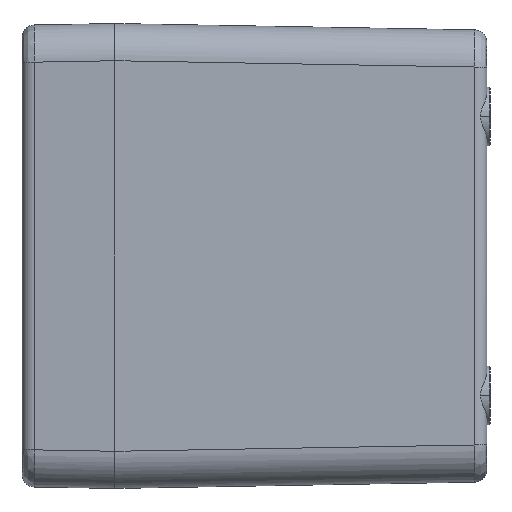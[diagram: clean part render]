
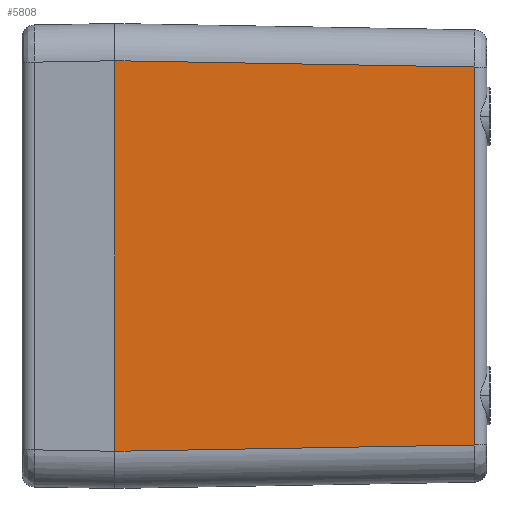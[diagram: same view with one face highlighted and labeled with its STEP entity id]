
A CAD part, left-side view. The second image highlights one B-rep face of the part: STEP entity #5808.
In plain terms, the highlighted planar face has unit normal (-1, -0.018, 0).
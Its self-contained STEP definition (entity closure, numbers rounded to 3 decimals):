
#324=CARTESIAN_POINT('',(-55.,0.,31.501));
#337=DIRECTION('',(0.,0.,-1.));
#338=VECTOR('',#337,63.002);
#339=CARTESIAN_POINT('',(-55.,0.,31.501));
#340=LINE('',#339,#338);
#352=CARTESIAN_POINT('',(-55.,0.,-31.501));
#2745=DIRECTION('',(0.,0.,1.));
#2746=VECTOR('',#2745,60.976);
#2747=CARTESIAN_POINT('',(-53.987,-58.035,
-30.488));
#2748=LINE('',#2747,#2746);
#2812=DIRECTION('',(0.017,-1.,0.017));
#2813=VECTOR('',#2812,58.053);
#2814=CARTESIAN_POINT('',(-55.,0.,-31.501));
#2815=LINE('',#2814,#2813);
#2819=DIRECTION('',(0.017,-1.,-0.017));
#2820=VECTOR('',#2819,58.053);
#2821=CARTESIAN_POINT('',(-55.,0.,31.501));
#2822=LINE('',#2821,#2820);
#2826=CARTESIAN_POINT('',(-53.987,-58.035,
-30.488));
#2940=CARTESIAN_POINT('',(-53.987,-58.035,
30.488));
#3342=VERTEX_POINT('',#324);
#3349=VERTEX_POINT('',#352);
#3390=VERTEX_POINT('',#2826);
#3409=VERTEX_POINT('',#2940);
#5795=CARTESIAN_POINT('',(-55.,0.,-40.26));
#5796=DIRECTION('',(-1.,-0.017,0.));
#5797=DIRECTION('',(0.,0.,1.));
#5798=AXIS2_PLACEMENT_3D('',#5795,#5796,#5797);
#5799=PLANE('',#5798);
#5800=ORIENTED_EDGE('',*,*,#5778,.F.);
#5802=ORIENTED_EDGE('',*,*,#5801,.F.);
#5803=ORIENTED_EDGE('',*,*,#3483,.F.);
#5805=ORIENTED_EDGE('',*,*,#5804,.T.);
#5806=EDGE_LOOP('',(#5800,#5802,#5803,#5805));
#5807=FACE_OUTER_BOUND('',#5806,.F.);
#5808=ADVANCED_FACE('',(#5807),#5799,.T.);
#3483=EDGE_CURVE('',#3342,#3349,#340,.T.);
#5778=EDGE_CURVE('',#3390,#3409,#2748,.T.);
#5801=EDGE_CURVE('',#3349,#3390,#2815,.T.);
#5804=EDGE_CURVE('',#3342,#3409,#2822,.T.);
